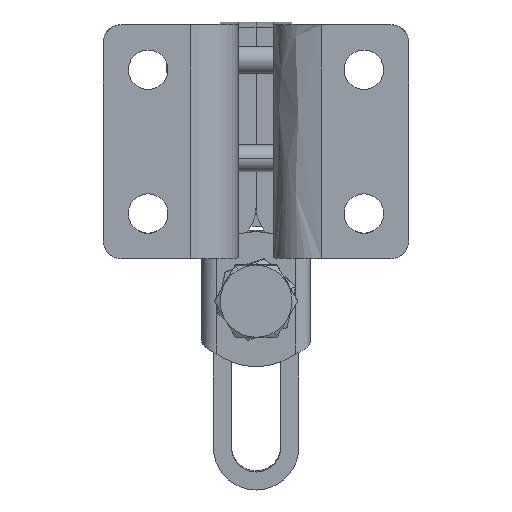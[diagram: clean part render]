
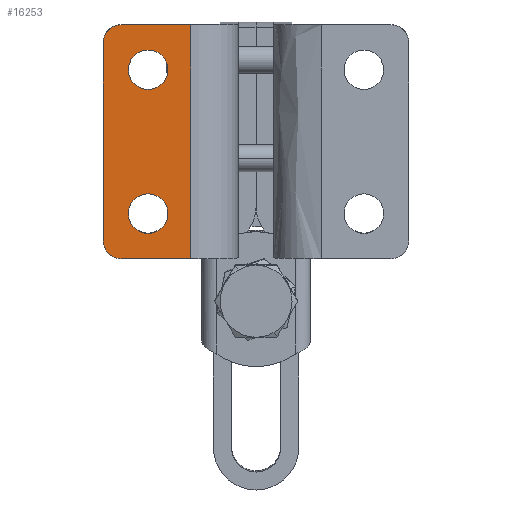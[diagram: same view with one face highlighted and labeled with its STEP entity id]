
A CAD part, front view. The second image highlights one B-rep face of the part: STEP entity #16253.
In plain terms, the highlighted planar face has unit normal (0, -1, -0.016).
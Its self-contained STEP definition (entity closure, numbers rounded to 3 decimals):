
#427=CARTESIAN_POINT('',(-151.521,15.084,-7.886));
#428=VERTEX_POINT('',#427);
#437=CARTESIAN_POINT('',(-152.107,15.061,-6.472));
#438=VERTEX_POINT('',#437);
#439=CARTESIAN_POINT('',(-150.107,15.061,-6.472));
#440=DIRECTION('',(0.,1.,0.016));
#441=DIRECTION('',(-0.707,0.011,-0.707));
#442=AXIS2_PLACEMENT_3D('',#439,#440,#441);
#443=CIRCLE('',#442,2.0);
#444=EDGE_CURVE('',#428,#438,#443,.T.);
#469=CARTESIAN_POINT('',(-151.521,14.688,16.939));
#470=VERTEX_POINT('',#469);
#479=CARTESIAN_POINT('',(-150.107,14.679,17.525));
#480=VERTEX_POINT('',#479);
#481=CARTESIAN_POINT('',(-150.107,14.71,15.525));
#482=DIRECTION('',(0.,1.,0.016));
#483=DIRECTION('',(-0.707,-0.011,0.707));
#484=AXIS2_PLACEMENT_3D('',#481,#482,#483);
#485=CIRCLE('',#484,2.);
#486=EDGE_CURVE('',#470,#480,#485,.T.);
#532=CARTESIAN_POINT('',(-147.107,14.723,14.725));
#533=VERTEX_POINT('',#532);
#542=CARTESIAN_POINT('',(-147.107,14.793,10.326));
#543=VERTEX_POINT('',#542);
#544=CARTESIAN_POINT('',(-147.107,14.758,12.525));
#545=DIRECTION('',(0.,1.,0.016));
#546=DIRECTION('',(0.,-0.016,1.));
#547=AXIS2_PLACEMENT_3D('',#544,#545,#546);
#548=CIRCLE('',#547,2.2);
#549=EDGE_CURVE('',#543,#533,#548,.T.);
#595=CARTESIAN_POINT('',(-147.107,14.979,-1.273));
#596=VERTEX_POINT('',#595);
#605=CARTESIAN_POINT('',(-147.107,15.049,-5.672));
#606=VERTEX_POINT('',#605);
#607=CARTESIAN_POINT('',(-147.107,15.014,-3.473));
#608=DIRECTION('',(0.,1.,0.016));
#609=DIRECTION('',(0.,-0.016,1.));
#610=AXIS2_PLACEMENT_3D('',#607,#608,#609);
#611=CIRCLE('',#610,2.2);
#612=EDGE_CURVE('',#606,#596,#611,.T.);
#15930=CARTESIAN_POINT('',(-147.107,15.014,-3.473));
#15931=DIRECTION('',(0.,1.,0.016));
#15932=DIRECTION('',(0.,-0.016,1.));
#15933=AXIS2_PLACEMENT_3D('',#15930,#15931,#15932);
#15934=CIRCLE('',#15933,2.2);
#15935=EDGE_CURVE('',#596,#606,#15934,.T.);
#15975=CARTESIAN_POINT('',(-147.107,14.758,12.525));
#15976=DIRECTION('',(0.,1.,0.016));
#15977=DIRECTION('',(0.,-0.016,1.));
#15978=AXIS2_PLACEMENT_3D('',#15975,#15976,#15977);
#15979=CIRCLE('',#15978,2.2);
#15980=EDGE_CURVE('',#533,#543,#15979,.T.);
#16148=CARTESIAN_POINT('',(-152.107,14.71,15.525));
#16149=VERTEX_POINT('',#16148);
#16156=CARTESIAN_POINT('',(-150.107,14.71,15.525));
#16157=DIRECTION('',(0.,1.,0.016));
#16158=DIRECTION('',(-0.707,-0.011,0.707));
#16159=AXIS2_PLACEMENT_3D('',#16156,#16157,#16158);
#16160=CIRCLE('',#16159,2.);
#16161=EDGE_CURVE('',#16149,#470,#16160,.T.);
#16172=CARTESIAN_POINT('',(-142.357,14.679,17.525));
#16173=VERTEX_POINT('',#16172);
#16174=CARTESIAN_POINT('',(-150.107,14.679,17.525));
#16175=DIRECTION('',(1.0,0.0,0.0));
#16176=VECTOR('',#16175,7.75);
#16177=LINE('',#16174,#16176);
#16178=EDGE_CURVE('',#480,#16173,#16177,.T.);
#16205=CARTESIAN_POINT('',(-145.607,14.886,4.526));
#16206=DIRECTION('',(0.,1.,0.016));
#16207=DIRECTION('',(-1.0,0.0,0.0));
#16208=AXIS2_PLACEMENT_3D('',#16205,#16206,#16207);
#16209=PLANE('',#16208);
#16210=ORIENTED_EDGE('',*,*,#16161,.F.);
#16211=CARTESIAN_POINT('',(-152.107,15.061,-6.472));
#16212=DIRECTION('',(0.0,-0.016,1.));
#16213=VECTOR('',#16212,22.);
#16214=LINE('',#16211,#16213);
#16215=EDGE_CURVE('',#438,#16149,#16214,.T.);
#16216=ORIENTED_EDGE('',*,*,#16215,.F.);
#16217=ORIENTED_EDGE('',*,*,#444,.F.);
#16218=CARTESIAN_POINT('',(-150.107,15.093,-8.472));
#16219=VERTEX_POINT('',#16218);
#16220=CARTESIAN_POINT('',(-150.107,15.061,-6.472));
#16221=DIRECTION('',(0.,1.,0.016));
#16222=DIRECTION('',(-0.707,0.011,-0.707));
#16223=AXIS2_PLACEMENT_3D('',#16220,#16221,#16222);
#16224=CIRCLE('',#16223,2.0);
#16225=EDGE_CURVE('',#16219,#428,#16224,.T.);
#16226=ORIENTED_EDGE('',*,*,#16225,.F.);
#16227=CARTESIAN_POINT('',(-142.357,15.093,-8.472));
#16228=VERTEX_POINT('',#16227);
#16229=CARTESIAN_POINT('',(-142.357,15.093,-8.472));
#16230=DIRECTION('',(-1.0,0.0,0.0));
#16231=VECTOR('',#16230,7.75);
#16232=LINE('',#16229,#16231);
#16233=EDGE_CURVE('',#16228,#16219,#16232,.T.);
#16234=ORIENTED_EDGE('',*,*,#16233,.F.);
#16235=CARTESIAN_POINT('',(-142.357,15.093,-8.472));
#16236=DIRECTION('',(0.,-0.016,1.));
#16237=VECTOR('',#16236,26.);
#16238=LINE('',#16235,#16237);
#16239=EDGE_CURVE('',#16228,#16173,#16238,.T.);
#16240=ORIENTED_EDGE('',*,*,#16239,.T.);
#16241=ORIENTED_EDGE('',*,*,#16178,.F.);
#16242=ORIENTED_EDGE('',*,*,#486,.F.);
#16243=EDGE_LOOP('',(#16210,#16216,#16217,#16226,#16234,#16240,#16241,#16242));
#16244=FACE_OUTER_BOUND('',#16243,.T.);
#16245=ORIENTED_EDGE('',*,*,#612,.T.);
#16246=ORIENTED_EDGE('',*,*,#15935,.T.);
#16247=EDGE_LOOP('',(#16245,#16246));
#16248=FACE_BOUND('',#16247,.T.);
#16249=ORIENTED_EDGE('',*,*,#549,.T.);
#16250=ORIENTED_EDGE('',*,*,#15980,.T.);
#16251=EDGE_LOOP('',(#16249,#16250));
#16252=FACE_BOUND('',#16251,.T.);
#16253=ADVANCED_FACE('',(#16244,#16248,#16252),#16209,.F.);
